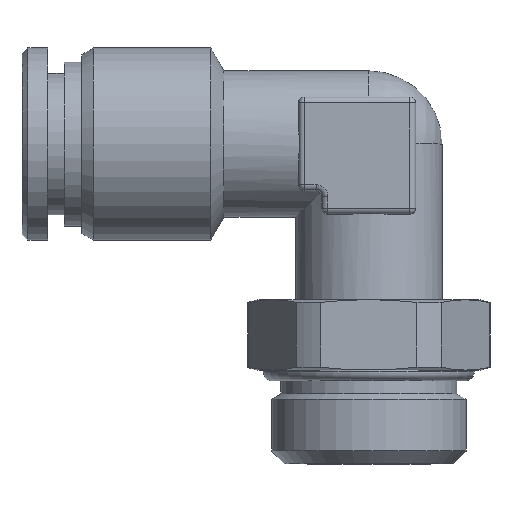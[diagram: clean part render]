
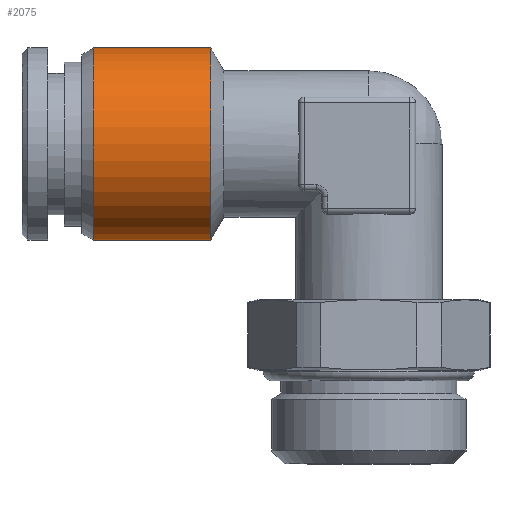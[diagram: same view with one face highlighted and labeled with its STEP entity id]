
A CAD part, top view. The second image highlights one B-rep face of the part: STEP entity #2075.
In plain terms, the highlighted cylindrical face has radius 8.2 mm (diameter 16.4 mm), a partial arc.
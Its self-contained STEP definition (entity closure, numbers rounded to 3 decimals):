
#117=CARTESIAN_POINT('',(-23.5,0.,0.));
#118=DIRECTION('',(1.,0.,0.));
#119=DIRECTION('',(0.,1.,0.));
#120=AXIS2_PLACEMENT_3D('',#117,#118,#119);
#122=CARTESIAN_POINT('',(-13.5,0.,0.));
#123=DIRECTION('',(1.,0.,0.));
#124=DIRECTION('',(0.,1.,0.));
#125=AXIS2_PLACEMENT_3D('',#122,#123,#124);
#127=DIRECTION('',(-1.,0.,0.));
#128=VECTOR('',#127,10.);
#129=CARTESIAN_POINT('',(-13.5,8.2,0.));
#130=LINE('',#129,#128);
#131=DIRECTION('',(-1.,0.,0.));
#132=VECTOR('',#131,10.);
#133=CARTESIAN_POINT('',(-13.5,-8.2,0.));
#134=LINE('',#133,#132);
#1548=CARTESIAN_POINT('',(-13.5,8.2,0.));
#1549=VERTEX_POINT('',#1548);
#1551=CARTESIAN_POINT('',(-13.5,-8.2,0.));
#1553=VERTEX_POINT('',#1551);
#1566=CARTESIAN_POINT('',(-23.5,8.2,0.));
#1567=VERTEX_POINT('',#1566);
#1570=CARTESIAN_POINT('',(-23.5,-8.2,0.));
#1571=VERTEX_POINT('',#1570);
#2061=CARTESIAN_POINT('',(-26.038,0.,0.));
#2062=DIRECTION('',(1.,0.,0.));
#2063=DIRECTION('',(0.,-1.,0.));
#2064=AXIS2_PLACEMENT_3D('',#2061,#2062,#2063);
#2065=CYLINDRICAL_SURFACE('',#2064,8.2);
#2067=ORIENTED_EDGE('',*,*,#2066,.F.);
#2069=ORIENTED_EDGE('',*,*,#2068,.T.);
#2071=ORIENTED_EDGE('',*,*,#2070,.T.);
#2072=ORIENTED_EDGE('',*,*,#2054,.F.);
#2073=EDGE_LOOP('',(#2067,#2069,#2071,#2072));
#2074=FACE_OUTER_BOUND('',#2073,.F.);
#2075=ADVANCED_FACE('',(#2074),#2065,.T.);
#121=CIRCLE('',#120,8.2);
#126=CIRCLE('',#125,8.2);
#2054=EDGE_CURVE('',#1567,#1571,#121,.T.);
#2066=EDGE_CURVE('',#1549,#1567,#130,.T.);
#2068=EDGE_CURVE('',#1549,#1553,#126,.T.);
#2070=EDGE_CURVE('',#1553,#1571,#134,.T.);
